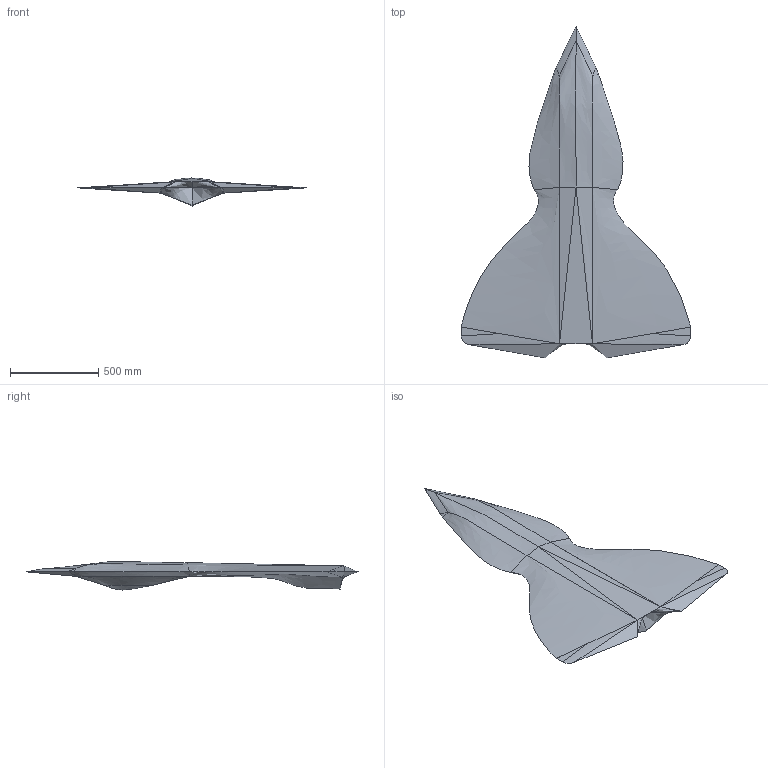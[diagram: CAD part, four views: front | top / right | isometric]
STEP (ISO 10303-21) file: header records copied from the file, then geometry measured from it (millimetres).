
FILE_DESCRIPTION(/* description */ ('STEP AP242','CAx-IF Rec.Pracs.---Representation and Presentation of Product Manufacturing Information (PMI)---4.0---2014-10-13','CAx-IF Rec.Pracs.---3D Tessellated Geometry---0.4---2014-09-14','2;1'),/* implementation_level */ '2;1');
FILE_NAME(/* name */ '65843f3195c19012d04d4c79',/* time_stamp */ '2023-12-21T13:35:45Z',/* author */ (''),/* organization */ (''),/* preprocessor_version */ 'ST-DEVELOPER v19.4',/* originating_system */ ' ',/* authorisation */ ' ');
FILE_SCHEMA (('AP242_MANAGED_MODEL_BASED_3D_ENGINEERING_MIM_LF { 1 0 10303 442 1 1 4 }'));
Length unit declared in the file: metre
Products named in the file (1): JF
Bounding box: 1302.31 x 1881.77 x 159.56 mm (x, y, z)
Surface area: 2447726.3 mm2 (no closed solid volume)
Topology: 0 solids, 1 shells, 51 faces, 102 edges, 48 vertices
Faces by surface type: bspline 30, plane 21
Entity records: 3075 total; most frequent: CARTESIAN_POINT 2147, ORIENTED_EDGE 192, DIRECTION 116, EDGE_CURVE 102, LINE 72, VECTOR 72, EDGE_LOOP 51, FACE_BOUND 51
